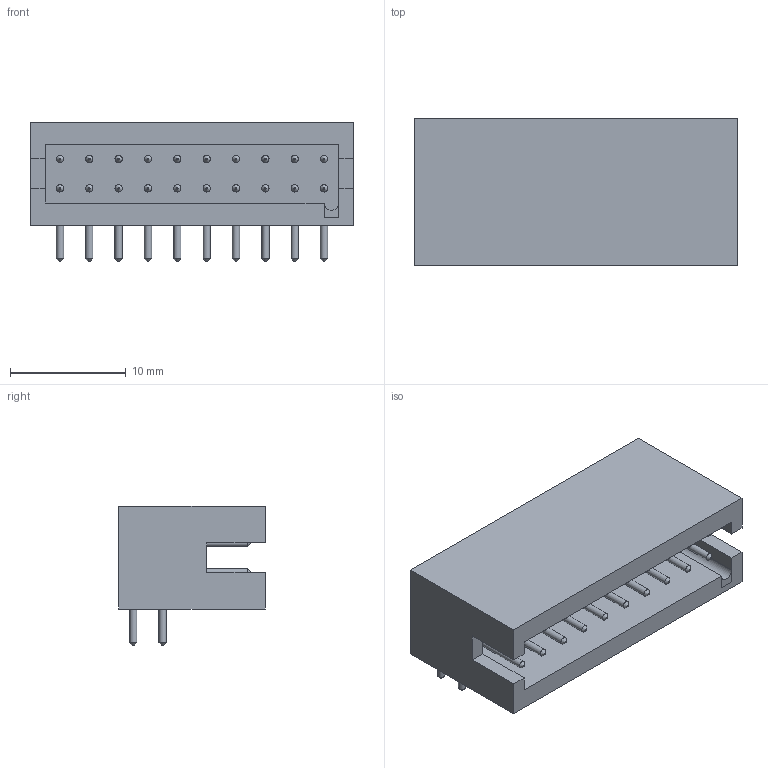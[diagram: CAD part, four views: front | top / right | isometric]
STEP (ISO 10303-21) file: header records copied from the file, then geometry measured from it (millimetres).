
FILE_DESCRIPTION(/* description */ (''),/* implementation_level */ '2;1');
FILE_NAME(/* name */ '827-7362-091',/* time_stamp */ '2000-05-10T13:12:56-05:00',/* author */ (''),/* organization */ (''),/* preprocessor_version */ 'ST-DEVELOPER 1.6',/* originating_system */ 'UNIGRAPHICS SOLUTIONS - UNIGRAPHICS 15.0',/* authorisation */ '');
FILE_SCHEMA (('CONFIG_CONTROL_DESIGN'));
Length unit declared in the file: inch
Products named in the file (6): 827-7362-110; 827-7362-095; 827-7362-093; 827-7362-094; 827-7362-092; 827-7362-091
Assembly tree (43 placements, depth 2):
  827-7362-091
    827-7362-095  x20
    827-7362-110
    827-7362-092
    827-7362-094  x20
    827-7362-093
Bounding box: 27.94 x 12.7 x 12.06 mm (x, y, z)
Volume: 2192.1 mm3; surface area: 2326.6 mm2
Topology: 42 solids, 42 shells, 186 faces, 266 edges, 164 vertices
Faces by surface type: plane 105, cylinder 41, cone 40
Full cylindrical faces by diameter (mm): 0.635 x40
Entity records: 2854 total; most frequent: DIRECTION 236, CARTESIAN_POINT 200, ORIENTED_EDGE 144, ORGANIZATION 128, PERSON_AND_ORGANIZATION 128, CALENDAR_DATE 116, COORDINATED_UNIVERSAL_TIME_OFFSET 116, LOCAL_TIME 116
